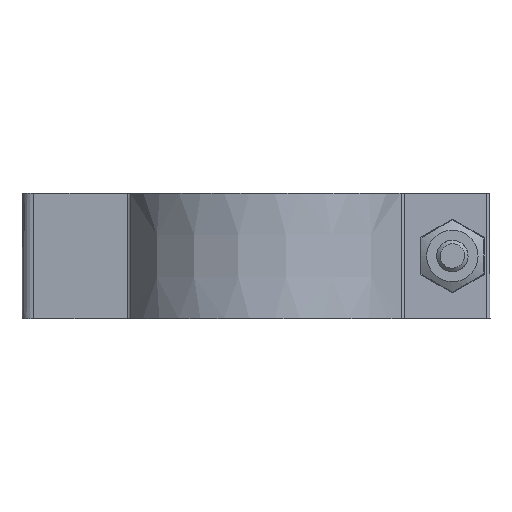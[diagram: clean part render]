
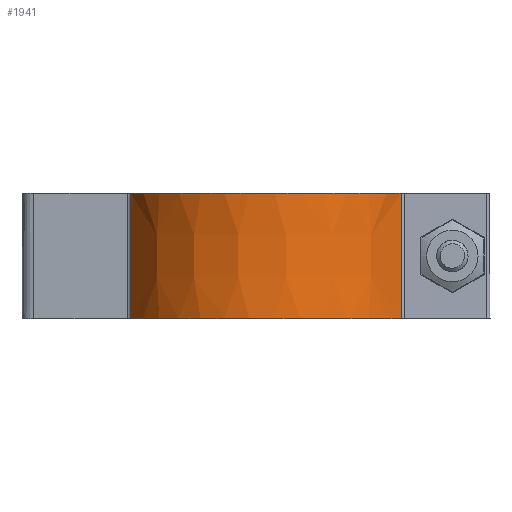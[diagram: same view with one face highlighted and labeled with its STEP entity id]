
A CAD part, left-side view. The second image highlights one B-rep face of the part: STEP entity #1941.
In plain terms, the highlighted conical face has half-angle 0.25 degrees and reference radius 12.25 mm.
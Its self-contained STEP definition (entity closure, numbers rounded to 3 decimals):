
#248=CONICAL_SURFACE('',#2071,12.25,0.004);
#316=CIRCLE('',#2060,12.206);
#324=CIRCLE('',#2072,12.25);
#437=VERTEX_POINT('',#2853);
#438=VERTEX_POINT('',#2855);
#450=VERTEX_POINT('',#2881);
#451=VERTEX_POINT('',#2885);
#616=VECTOR('',#2354,1.);
#617=VECTOR('',#2359,1.);
#774=LINE('',#2882,#616);
#775=LINE('',#2886,#617);
#947=EDGE_CURVE('',#437,#438,#316,.T.);
#962=EDGE_CURVE('',#438,#450,#774,.T.);
#963=EDGE_CURVE('',#451,#450,#324,.T.);
#964=EDGE_CURVE('',#437,#451,#775,.T.);
#1260=ORIENTED_EDGE('',*,*,#963,.T.);
#1261=ORIENTED_EDGE('',*,*,#962,.F.);
#1262=ORIENTED_EDGE('',*,*,#947,.F.);
#1263=ORIENTED_EDGE('',*,*,#964,.T.);
#1709=EDGE_LOOP('',(#1260,#1261,#1262,#1263));
#1827=FACE_BOUND('',#1709,.T.);
#1941=ADVANCED_FACE('',(#1827),#248,.T.);
#2060=AXIS2_PLACEMENT_3D('',#2854,#2328,#2329);
#2071=AXIS2_PLACEMENT_3D('',#2883,#2355,#2356);
#2072=AXIS2_PLACEMENT_3D('',#2884,#2357,#2358);
#2328=DIRECTION('',(0.,0.,1.));
#2329=DIRECTION('',(12.206,0.,0.));
#2354=DIRECTION('',(-0.002,-0.004,-1.));
#2355=DIRECTION('',(0.,0.,-1.));
#2356=DIRECTION('',(12.25,0.,0.));
#2357=DIRECTION('',(0.,0.,1.));
#2358=DIRECTION('',(12.25,0.,0.));
#2359=DIRECTION('',(-0.002,0.004,-1.));
#2853=CARTESIAN_POINT('',(-5.198,11.044,10.));
#2854=CARTESIAN_POINT('',(0.,0.,10.));
#2855=CARTESIAN_POINT('',(-6.201,-10.514,10.));
#2881=CARTESIAN_POINT('',(-6.223,-10.552,0.));
#2882=CARTESIAN_POINT('',(-6.201,-10.514,10.));
#2883=CARTESIAN_POINT('',(0.,0.,0.));
#2884=CARTESIAN_POINT('',(0.,0.,0.));
#2885=CARTESIAN_POINT('',(-5.216,11.084,0.));
#2886=CARTESIAN_POINT('',(-5.198,11.044,10.));
